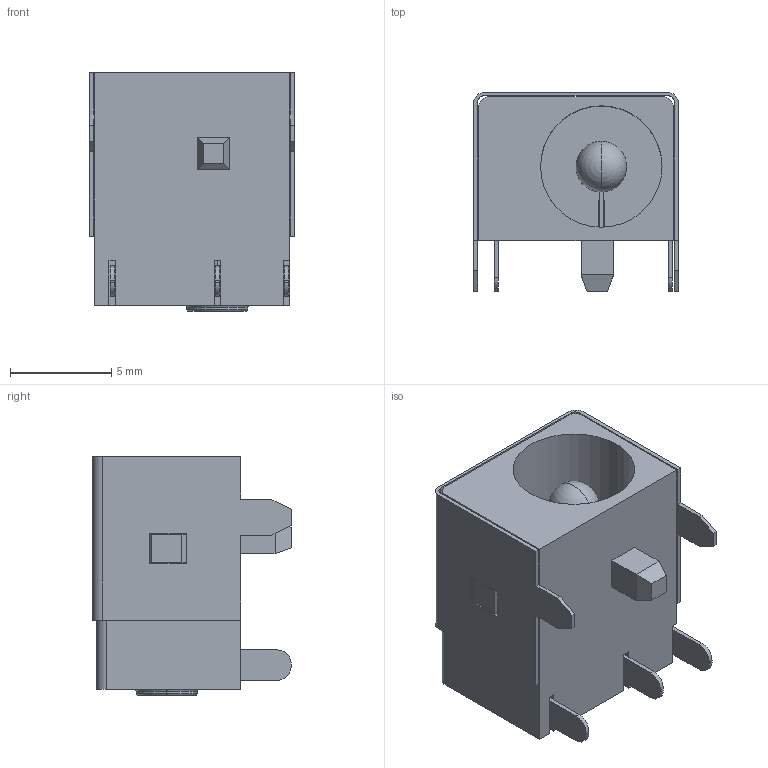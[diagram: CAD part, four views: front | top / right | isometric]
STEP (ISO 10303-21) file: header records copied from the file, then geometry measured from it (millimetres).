
FILE_DESCRIPTION(('STEP AP214'),'1');
FILE_NAME('dc-044a-2_5a-2_5.stp','2021-09-20T14:12:10',('TraceParts'),('TraceParts S.A.'),'Spatial InterOp 3D',' ',' ');
FILE_SCHEMA(('AUTOMOTIVE_DESIGN { 1 0 10303 214 1 1 1 1 }'));
Length unit declared in the file: millimetre
Products named in the file (1): dc-044a-2_5a-2_5_1
Bounding box: 10.1 x 9.8 x 11.8 mm (x, y, z)
Volume: 585.5 mm3; surface area: 1272.3 mm2
Topology: 4 solids, 4 shells, 573 faces, 1618 edges, 1073 vertices
Faces by surface type: plane 529, cylinder 26, torus 16, sphere 2
Entity records: 18249 total; most frequent: CARTESIAN_POINT 3266, ORIENTED_EDGE 3232, DIRECTION 2866, EDGE_CURVE 1616, LINE 1520, VECTOR 1520, VERTEX_POINT 1073, AXIS2_PLACEMENT_3D 673
